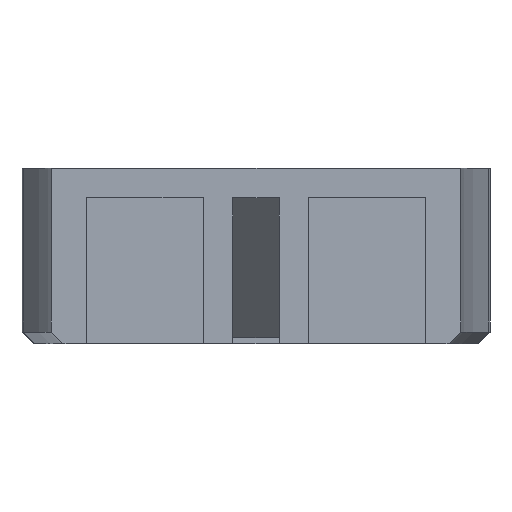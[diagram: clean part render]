
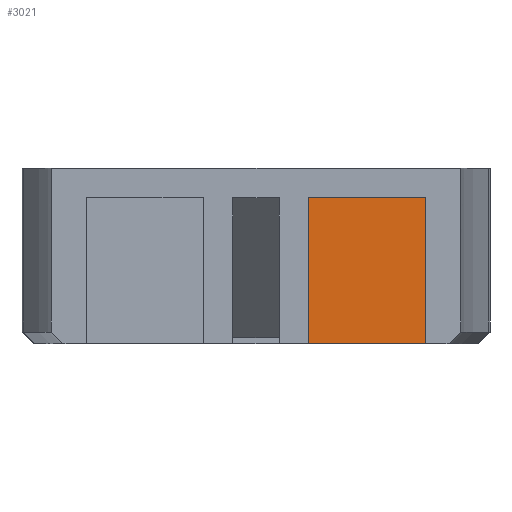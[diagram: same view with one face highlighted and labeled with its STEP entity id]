
A CAD part, left-side view. The second image highlights one B-rep face of the part: STEP entity #3021.
In plain terms, the highlighted planar face has unit normal (-1, 0, 0).
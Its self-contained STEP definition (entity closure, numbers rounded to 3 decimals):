
#1571 = PLANE('',#1572);
#1572 = AXIS2_PLACEMENT_3D('',#1573,#1574,#1575);
#1573 = CARTESIAN_POINT('',(-27.901,-33.,62.));
#1574 = DIRECTION('',(0.,0.,1.));
#1575 = DIRECTION('',(1.,0.,0.));
#1897 = PLANE('',#1898);
#1898 = AXIS2_PLACEMENT_3D('',#1899,#1900,#1901);
#1899 = CARTESIAN_POINT('',(-112.808,-29.,62.));
#1900 = DIRECTION('',(0.,1.,0.));
#1901 = DIRECTION('',(1.,0.,0.));
#2669 = VERTEX_POINT('',#2670);
#2670 = CARTESIAN_POINT('',(17.,-29.,62.));
#2714 = VERTEX_POINT('',#2715);
#2715 = CARTESIAN_POINT('',(17.,-29.,87.));
#2729 = PLANE('',#2730);
#2730 = AXIS2_PLACEMENT_3D('',#2731,#2732,#2733);
#2731 = CARTESIAN_POINT('',(-112.808,-29.,87.));
#2732 = DIRECTION('',(0.,0.,-1.));
#2733 = DIRECTION('',(-1.,0.,0.));
#2741 = EDGE_CURVE('',#2669,#2714,#2742,.T.);
#2742 = SURFACE_CURVE('',#2743,(#2747,#2754),.PCURVE_S1.);
#2743 = LINE('',#2744,#2745);
#2744 = CARTESIAN_POINT('',(17.,-29.,62.));
#2745 = VECTOR('',#2746,1.);
#2746 = DIRECTION('',(0.,0.,1.));
#2747 = PCURVE('',#1897,#2748);
#2748 = DEFINITIONAL_REPRESENTATION('',(#2749),#2753);
#2749 = LINE('',#2750,#2751);
#2750 = CARTESIAN_POINT('',(129.808,0.));
#2751 = VECTOR('',#2752,1.);
#2752 = DIRECTION('',(0.,-1.));
#2753 = ( GEOMETRIC_REPRESENTATION_CONTEXT(2) 
PARAMETRIC_REPRESENTATION_CONTEXT() REPRESENTATION_CONTEXT('2D SPACE',''
  ) );
#2754 = PCURVE('',#2755,#2760);
#2755 = PLANE('',#2756);
#2756 = AXIS2_PLACEMENT_3D('',#2757,#2758,#2759);
#2757 = CARTESIAN_POINT('',(17.,-29.,62.));
#2758 = DIRECTION('',(-1.,0.,0.));
#2759 = DIRECTION('',(0.,1.,0.));
#2760 = DEFINITIONAL_REPRESENTATION('',(#2761),#2765);
#2761 = LINE('',#2762,#2763);
#2762 = CARTESIAN_POINT('',(0.,0.));
#2763 = VECTOR('',#2764,1.);
#2764 = DIRECTION('',(0.,-1.));
#2765 = ( GEOMETRIC_REPRESENTATION_CONTEXT(2) 
PARAMETRIC_REPRESENTATION_CONTEXT() REPRESENTATION_CONTEXT('2D SPACE',''
  ) );
#3021 = ADVANCED_FACE('',(#3022),#2755,.T.);
#3022 = FACE_BOUND('',#3023,.T.);
#3023 = EDGE_LOOP('',(#3024,#3025,#3048,#3076));
#3024 = ORIENTED_EDGE('',*,*,#2741,.T.);
#3025 = ORIENTED_EDGE('',*,*,#3026,.T.);
#3026 = EDGE_CURVE('',#2714,#3027,#3029,.T.);
#3027 = VERTEX_POINT('',#3028);
#3028 = CARTESIAN_POINT('',(17.,-9.,87.));
#3029 = SURFACE_CURVE('',#3030,(#3034,#3041),.PCURVE_S1.);
#3030 = LINE('',#3031,#3032);
#3031 = CARTESIAN_POINT('',(17.,-29.,87.));
#3032 = VECTOR('',#3033,1.);
#3033 = DIRECTION('',(0.,1.,0.));
#3034 = PCURVE('',#2755,#3035);
#3035 = DEFINITIONAL_REPRESENTATION('',(#3036),#3040);
#3036 = LINE('',#3037,#3038);
#3037 = CARTESIAN_POINT('',(0.,-25.));
#3038 = VECTOR('',#3039,1.);
#3039 = DIRECTION('',(1.,0.));
#3040 = ( GEOMETRIC_REPRESENTATION_CONTEXT(2) 
PARAMETRIC_REPRESENTATION_CONTEXT() REPRESENTATION_CONTEXT('2D SPACE',''
  ) );
#3041 = PCURVE('',#2729,#3042);
#3042 = DEFINITIONAL_REPRESENTATION('',(#3043),#3047);
#3043 = LINE('',#3044,#3045);
#3044 = CARTESIAN_POINT('',(-129.808,0.));
#3045 = VECTOR('',#3046,1.);
#3046 = DIRECTION('',(0.,1.));
#3047 = ( GEOMETRIC_REPRESENTATION_CONTEXT(2) 
PARAMETRIC_REPRESENTATION_CONTEXT() REPRESENTATION_CONTEXT('2D SPACE',''
  ) );
#3048 = ORIENTED_EDGE('',*,*,#3049,.F.);
#3049 = EDGE_CURVE('',#3050,#3027,#3052,.T.);
#3050 = VERTEX_POINT('',#3051);
#3051 = CARTESIAN_POINT('',(17.,-9.,62.));
#3052 = SURFACE_CURVE('',#3053,(#3057,#3064),.PCURVE_S1.);
#3053 = LINE('',#3054,#3055);
#3054 = CARTESIAN_POINT('',(17.,-9.,62.));
#3055 = VECTOR('',#3056,1.);
#3056 = DIRECTION('',(0.,0.,1.));
#3057 = PCURVE('',#2755,#3058);
#3058 = DEFINITIONAL_REPRESENTATION('',(#3059),#3063);
#3059 = LINE('',#3060,#3061);
#3060 = CARTESIAN_POINT('',(20.,0.));
#3061 = VECTOR('',#3062,1.);
#3062 = DIRECTION('',(0.,-1.));
#3063 = ( GEOMETRIC_REPRESENTATION_CONTEXT(2) 
PARAMETRIC_REPRESENTATION_CONTEXT() REPRESENTATION_CONTEXT('2D SPACE',''
  ) );
#3064 = PCURVE('',#3065,#3070);
#3065 = PLANE('',#3066);
#3066 = AXIS2_PLACEMENT_3D('',#3067,#3068,#3069);
#3067 = CARTESIAN_POINT('',(17.,-9.,62.));
#3068 = DIRECTION('',(0.,-1.,0.));
#3069 = DIRECTION('',(-1.,0.,0.));
#3070 = DEFINITIONAL_REPRESENTATION('',(#3071),#3075);
#3071 = LINE('',#3072,#3073);
#3072 = CARTESIAN_POINT('',(0.,-0.));
#3073 = VECTOR('',#3074,1.);
#3074 = DIRECTION('',(0.,-1.));
#3075 = ( GEOMETRIC_REPRESENTATION_CONTEXT(2) 
PARAMETRIC_REPRESENTATION_CONTEXT() REPRESENTATION_CONTEXT('2D SPACE',''
  ) );
#3076 = ORIENTED_EDGE('',*,*,#3077,.F.);
#3077 = EDGE_CURVE('',#2669,#3050,#3078,.T.);
#3078 = SURFACE_CURVE('',#3079,(#3083,#3090),.PCURVE_S1.);
#3079 = LINE('',#3080,#3081);
#3080 = CARTESIAN_POINT('',(17.,-29.,62.));
#3081 = VECTOR('',#3082,1.);
#3082 = DIRECTION('',(0.,1.,0.));
#3083 = PCURVE('',#2755,#3084);
#3084 = DEFINITIONAL_REPRESENTATION('',(#3085),#3089);
#3085 = LINE('',#3086,#3087);
#3086 = CARTESIAN_POINT('',(0.,0.));
#3087 = VECTOR('',#3088,1.);
#3088 = DIRECTION('',(1.,0.));
#3089 = ( GEOMETRIC_REPRESENTATION_CONTEXT(2) 
PARAMETRIC_REPRESENTATION_CONTEXT() REPRESENTATION_CONTEXT('2D SPACE',''
  ) );
#3090 = PCURVE('',#1571,#3091);
#3091 = DEFINITIONAL_REPRESENTATION('',(#3092),#3096);
#3092 = LINE('',#3093,#3094);
#3093 = CARTESIAN_POINT('',(44.901,4.));
#3094 = VECTOR('',#3095,1.);
#3095 = DIRECTION('',(0.,1.));
#3096 = ( GEOMETRIC_REPRESENTATION_CONTEXT(2) 
PARAMETRIC_REPRESENTATION_CONTEXT() REPRESENTATION_CONTEXT('2D SPACE',''
  ) );
